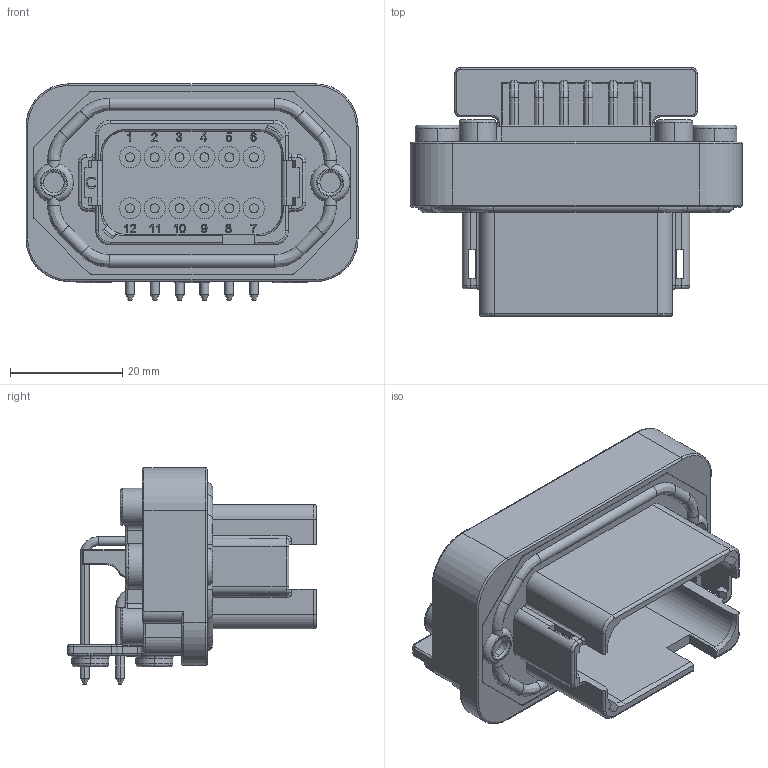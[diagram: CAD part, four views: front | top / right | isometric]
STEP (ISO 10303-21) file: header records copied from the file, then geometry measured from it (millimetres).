
FILE_DESCRIPTION (( 'STEP AP214' ), '1' );
FILE_NAME ('C-AT13-12PC-BM16_3D.STEP', '2018-09-11T14:58:19', ( '' ), ( '' ), 'SwSTEP 2.0', 'SolidWorks 2018', '' );
FILE_SCHEMA (( 'AUTOMOTIVE_DESIGN' ));
Length unit declared in the file: millimetre
Products named in the file (1): C-AT13-12PC-BM16_3D
Bounding box: 59.2 x 44.38 x 38.57 mm (x, y, z)
Volume: 28201.7 mm3; surface area: 14864.4 mm2
Topology: 1 solids, 1 shells, 1328 faces, 3607 edges, 2348 vertices
Faces by surface type: bspline 572, plane 412, cylinder 308, cone 30, torus 6
Entity records: 49335 total; most frequent: CARTESIAN_POINT 19215, ORIENTED_EDGE 7198, DIRECTION 4757, EDGE_CURVE 3599, VERTEX_POINT 2348, LINE 1703, VECTOR 1703, AXIS2_PLACEMENT_3D 1527
